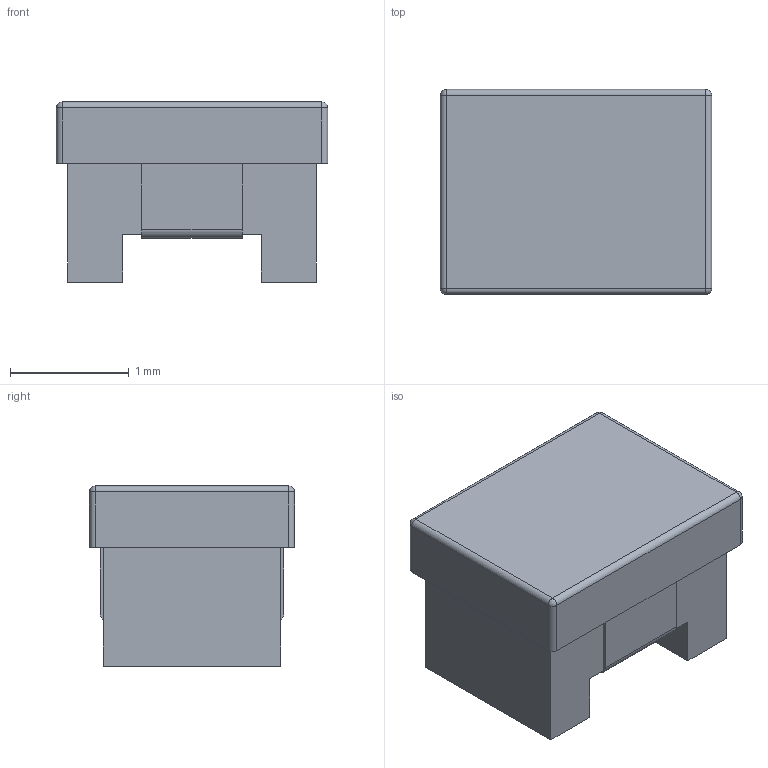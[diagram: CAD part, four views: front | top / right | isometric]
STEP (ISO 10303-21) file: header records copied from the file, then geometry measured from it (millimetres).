
FILE_DESCRIPTION(('FreeCAD Model'),'2;1');
FILE_NAME('Open CASCADE Shape Model','2024-05-19T23:56:08',(''),(''), 'Open CASCADE STEP processor 7.6','FreeCAD','Unknown');
FILE_SCHEMA(('AUTOMOTIVE_DESIGN { 1 0 10303 214 1 1 1 1 }'));
Length unit declared in the file: millimetre
Products named in the file (4): Unnamed; Core; Coil; Cap
Assembly tree (3 placements, depth 2):
  Unnamed
    Core
    Coil
    Cap
Bounding box: 2.29 x 1.73 x 1.52 mm (x, y, z)
Surface area: 36.6 mm2
Topology: 3 solids, 3 shells, 38 faces, 88 edges, 52 vertices
Faces by surface type: plane 22, cylinder 12, sphere 4
Entity records: 1130 total; most frequent: DIRECTION 192, CARTESIAN_POINT 178, ORIENTED_EDGE 168, EDGE_CURVE 84, AXIS2_PLACEMENT_3D 66, LINE 60, VECTOR 60, VERTEX_POINT 52
